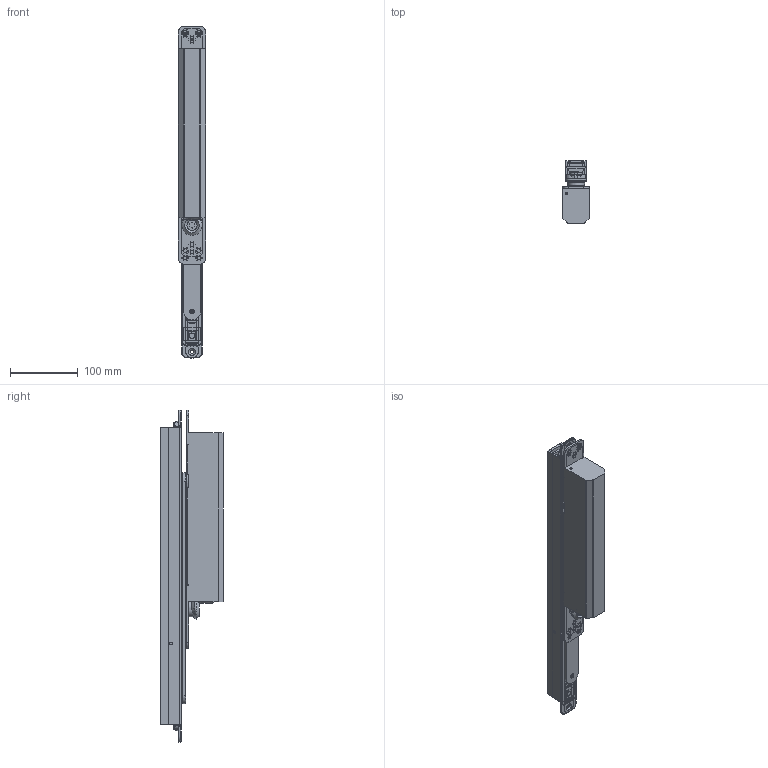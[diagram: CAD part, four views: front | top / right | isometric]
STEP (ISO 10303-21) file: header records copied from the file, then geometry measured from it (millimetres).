
FILE_DESCRIPTION(('CoCreate Modeling STEP Export'),'2;1');
FILE_NAME('120502_GEZE_BOXER_1FLG_Dummy.stp','2012-05-02T16:19:34',(''),(''),'CoCreate Modeling STEP processor for AP214 (Solid Model)','CoCreate Modeling 17.0B 09-Oct-2010 (C) Parametric Technology GmbH','');
FILE_SCHEMA(('AUTOMOTIVE_DESIGN { 1 0 10303 214 1 1 1 1 }'));
Length unit declared in the file: millimetre
Products named in the file (36): Gleitstein; Gleitschiene; Endkappe_1; Endkappe_2; Endkappe; Endwinkel_2; Endwinkel_1; Endwinkel; Öffnungsbegrenzung; Feststelleinheit; Gleitschiene_12_mm; E-Feststellung; Gleitschiene_E; Gleitschiene_20_mm; Auswahl_Gleitschiene; Boxer_Gr._3-6; Boxer_Gr._2-4; Gleithebel; Auswahl_Boxer; GEZE_BOXER_1FLG; GEZE_BOXER_1FLG_Dummy.stp
Assembly tree (35 placements, depth 6):
  GEZE_BOXER_1FLG_Dummy.stp
    GEZE_BOXER_1FLG
      Auswahl_Boxer
        Gleithebel
        Boxer_Gr._2-4
        Boxer_Gr._3-6
      Auswahl_Gleitschiene
        Gleitschiene_20_mm
          Feststelleinheit
          Öffnungsbegrenzung
          Endkappe
            Endkappe_1
            Endkappe_2
          Gleitstein
          Endwinkel
            Endwinkel_2
            Endwinkel_1
          Gleitschiene
        Gleitschiene_E
          Gleitschiene
          Endkappe
            Endkappe_2
            Endkappe_1
          Gleitstein
          E-Feststellung
        Gleitschiene_12_mm
          Feststelleinheit
          Öffnungsbegrenzung
          Endwinkel
            Endwinkel_1
            Endwinkel_2
          Endkappe
            Endkappe_2
            Endkappe_1
          Gleitschiene
          Gleitstein
Bounding box: 40 x 92.5 x 491 mm (x, y, z)
Volume: 1314825.2 mm3; surface area: 425468.2 mm2
Topology: 24 solids, 45 shells, 4872 faces, 13169 edges, 8448 vertices
Faces by surface type: plane 2412, cylinder 1607, cone 385, torus 225, extrusion 142, sphere 59, bspline 28, revolution 14
Entity records: 187327 total; most frequent: CARTESIAN_POINT 67069, ORIENTED_EDGE 26178, DIRECTION 22766, EDGE_CURVE 13083, VERTEX_POINT 8449, VECTOR 7818, LINE 7676, AXIS2_PLACEMENT_3D 7470
